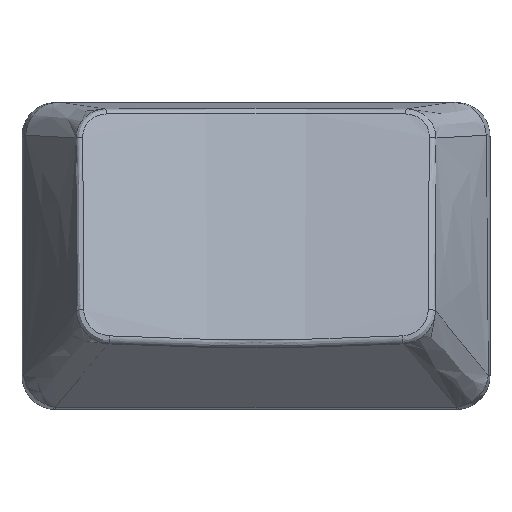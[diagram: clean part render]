
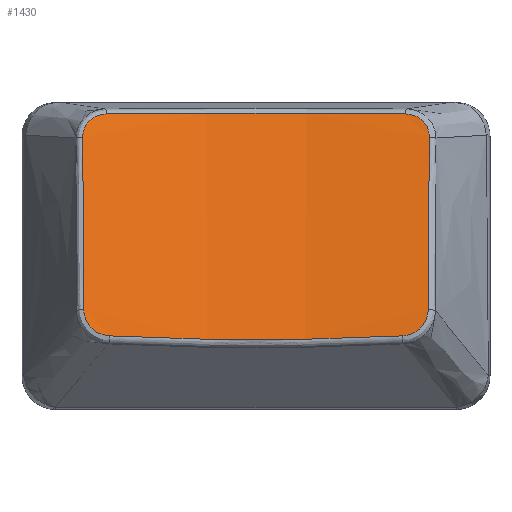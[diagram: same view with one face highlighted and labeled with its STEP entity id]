
A CAD part, top view. The second image highlights one B-rep face of the part: STEP entity #1430.
In plain terms, the highlighted free-form (B-spline) face has degree [1, 2] with [2, 3] control points.
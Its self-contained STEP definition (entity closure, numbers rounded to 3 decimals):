
#14=(
BOUNDED_SURFACE()
B_SPLINE_SURFACE(1,2,((#3771,#3772,#3773),(#3774,#3775,#3776)),
 .UNSPECIFIED.,.F.,.F.,.F.)
B_SPLINE_SURFACE_WITH_KNOTS((2,2),(3,3),(0.142,0.354),
(-1.727,-1.415),.UNSPECIFIED.)
GEOMETRIC_REPRESENTATION_ITEM()
RATIONAL_B_SPLINE_SURFACE(((1.,0.988,1.),(1.,0.988,
1.)))
REPRESENTATION_ITEM('')
SURFACE()
);
#191=B_SPLINE_CURVE_WITH_KNOTS('',3,(#3507,#3508,#3509,#3510),
 .UNSPECIFIED.,.F.,.F.,(4,4),(0.,1.062),.UNSPECIFIED.);
#192=B_SPLINE_CURVE_WITH_KNOTS('',3,(#3543,#3544,#3545,#3546,#3547,#3548),
 .UNSPECIFIED.,.F.,.F.,(4,1,1,4),(0.,0.098,0.163,
0.228),.UNSPECIFIED.);
#193=B_SPLINE_CURVE_WITH_KNOTS('',3,(#3571,#3572,#3573,#3574),
 .UNSPECIFIED.,.F.,.F.,(4,4),(0.,1.785),
 .UNSPECIFIED.);
#194=B_SPLINE_CURVE_WITH_KNOTS('',3,(#3607,#3608,#3609,#3610,#3611,#3612),
 .UNSPECIFIED.,.F.,.F.,(4,1,1,4),(0.,0.098,
0.163,0.228),.UNSPECIFIED.);
#196=B_SPLINE_CURVE_WITH_KNOTS('',3,(#3640,#3641,#3642,#3643),
 .UNSPECIFIED.,.F.,.F.,(4,4),(0.,1.062),.UNSPECIFIED.);
#198=B_SPLINE_CURVE_WITH_KNOTS('',3,(#3677,#3678,#3679,#3680,#3681),
 .UNSPECIFIED.,.F.,.F.,(4,1,4),(0.,0.14,
0.244),.UNSPECIFIED.);
#200=B_SPLINE_CURVE_WITH_KNOTS('',3,(#3708,#3709,#3710,#3711),
 .UNSPECIFIED.,.F.,.F.,(4,4),(0.,1.746),
 .UNSPECIFIED.);
#201=B_SPLINE_CURVE_WITH_KNOTS('',3,(#3737,#3738,#3739,#3740,#3741),
 .UNSPECIFIED.,.F.,.F.,(4,1,4),(0.,0.105,0.244),
 .UNSPECIFIED.);
#405=FACE_OUTER_BOUND('',#497,.T.);
#497=EDGE_LOOP('',(#1275,#1276,#1277,#1278,#1279,#1280,#1281,#1282));
#660=VERTEX_POINT('',#3503);
#661=VERTEX_POINT('',#3505);
#662=VERTEX_POINT('',#3541);
#663=VERTEX_POINT('',#3569);
#664=VERTEX_POINT('',#3605);
#665=VERTEX_POINT('',#3633);
#667=VERTEX_POINT('',#3669);
#669=VERTEX_POINT('',#3702);
#864=EDGE_CURVE('',#661,#660,#191,.T.);
#866=EDGE_CURVE('',#660,#662,#192,.T.);
#868=EDGE_CURVE('',#662,#663,#193,.T.);
#870=EDGE_CURVE('',#663,#664,#194,.T.);
#873=EDGE_CURVE('',#664,#665,#196,.T.);
#876=EDGE_CURVE('',#665,#667,#198,.T.);
#879=EDGE_CURVE('',#667,#669,#200,.T.);
#880=EDGE_CURVE('',#669,#661,#201,.T.);
#1275=ORIENTED_EDGE('',*,*,#864,.F.);
#1276=ORIENTED_EDGE('',*,*,#880,.F.);
#1277=ORIENTED_EDGE('',*,*,#879,.F.);
#1278=ORIENTED_EDGE('',*,*,#876,.F.);
#1279=ORIENTED_EDGE('',*,*,#873,.F.);
#1280=ORIENTED_EDGE('',*,*,#870,.F.);
#1281=ORIENTED_EDGE('',*,*,#868,.F.);
#1282=ORIENTED_EDGE('',*,*,#866,.F.);
#1430=ADVANCED_FACE('',(#405),#14,.T.);
#3503=CARTESIAN_POINT('',(-10.25,7.025,5.501));
#3505=CARTESIAN_POINT('',(-10.188,-3.186,8.42));
#3507=CARTESIAN_POINT('Ctrl Pts',(-10.188,-3.186,8.42));
#3508=CARTESIAN_POINT('Ctrl Pts',(-10.203,0.218,7.446));
#3509=CARTESIAN_POINT('Ctrl Pts',(-10.221,3.621,6.473));
#3510=CARTESIAN_POINT('Ctrl Pts',(-10.25,7.025,5.501));
#3541=CARTESIAN_POINT('',(-8.85,8.392,4.911));
#3543=CARTESIAN_POINT('Ctrl Pts',(-10.25,7.025,5.501));
#3544=CARTESIAN_POINT('Ctrl Pts',(-10.253,7.338,5.412));
#3545=CARTESIAN_POINT('Ctrl Pts',(-10.086,7.858,5.237));
#3546=CARTESIAN_POINT('Ctrl Pts',(-9.488,8.306,5.021));
#3547=CARTESIAN_POINT('Ctrl Pts',(-9.064,8.39,4.939));
#3548=CARTESIAN_POINT('Ctrl Pts',(-8.85,8.392,4.911));
#3569=CARTESIAN_POINT('',(8.85,8.392,4.911));
#3571=CARTESIAN_POINT('Ctrl Pts',(-8.85,8.392,4.911));
#3572=CARTESIAN_POINT('Ctrl Pts',(-2.986,8.463,4.12));
#3573=CARTESIAN_POINT('Ctrl Pts',(2.986,8.463,4.12));
#3574=CARTESIAN_POINT('Ctrl Pts',(8.85,8.392,4.911));
#3605=CARTESIAN_POINT('',(10.25,7.025,5.501));
#3607=CARTESIAN_POINT('Ctrl Pts',(8.85,8.392,4.911));
#3608=CARTESIAN_POINT('Ctrl Pts',(9.17,8.388,4.954));
#3609=CARTESIAN_POINT('Ctrl Pts',(9.702,8.228,5.074));
#3610=CARTESIAN_POINT('Ctrl Pts',(10.169,7.649,5.31));
#3611=CARTESIAN_POINT('Ctrl Pts',(10.252,7.234,5.442));
#3612=CARTESIAN_POINT('Ctrl Pts',(10.25,7.025,5.501));
#3633=CARTESIAN_POINT('',(10.188,-3.186,8.42));
#3640=CARTESIAN_POINT('Ctrl Pts',(10.25,7.025,5.501));
#3641=CARTESIAN_POINT('Ctrl Pts',(10.221,3.621,6.473));
#3642=CARTESIAN_POINT('Ctrl Pts',(10.203,0.218,7.446));
#3643=CARTESIAN_POINT('Ctrl Pts',(10.188,-3.186,8.42));
#3669=CARTESIAN_POINT('',(8.657,-4.742,8.651));
#3677=CARTESIAN_POINT('Ctrl Pts',(10.188,-3.186,8.42));
#3678=CARTESIAN_POINT('Ctrl Pts',(10.186,-3.633,8.548));
#3679=CARTESIAN_POINT('Ctrl Pts',(9.804,-4.422,8.715));
#3680=CARTESIAN_POINT('Ctrl Pts',(9.001,-4.724,8.691));
#3681=CARTESIAN_POINT('Ctrl Pts',(8.657,-4.742,8.651));
#3702=CARTESIAN_POINT('',(-8.657,-4.742,8.651));
#3708=CARTESIAN_POINT('Ctrl Pts',(8.657,-4.742,8.651));
#3709=CARTESIAN_POINT('Ctrl Pts',(2.915,-5.041,8.));
#3710=CARTESIAN_POINT('Ctrl Pts',(-2.915,-5.041,8.));
#3711=CARTESIAN_POINT('Ctrl Pts',(-8.657,-4.742,8.651));
#3737=CARTESIAN_POINT('Ctrl Pts',(-8.657,-4.742,8.651));
#3738=CARTESIAN_POINT('Ctrl Pts',(-9.001,-4.724,8.691));
#3739=CARTESIAN_POINT('Ctrl Pts',(-9.804,-4.422,8.715));
#3740=CARTESIAN_POINT('Ctrl Pts',(-10.186,-3.633,8.548));
#3741=CARTESIAN_POINT('Ctrl Pts',(-10.188,-3.186,8.42));
#3771=CARTESIAN_POINT('Ctrl Pts',(10.251,-4.786,8.888));
#3772=CARTESIAN_POINT('Ctrl Pts',(0.,-5.201,
7.442));
#3773=CARTESIAN_POINT('Ctrl Pts',(-10.252,-4.786,8.888));
#3774=CARTESIAN_POINT('Ctrl Pts',(10.251,8.661,5.032));
#3775=CARTESIAN_POINT('Ctrl Pts',(0.,8.246,
3.586));
#3776=CARTESIAN_POINT('Ctrl Pts',(-10.252,8.661,5.032));
